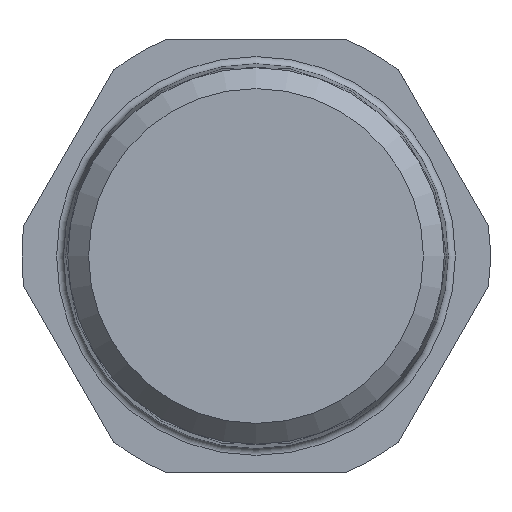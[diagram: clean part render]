
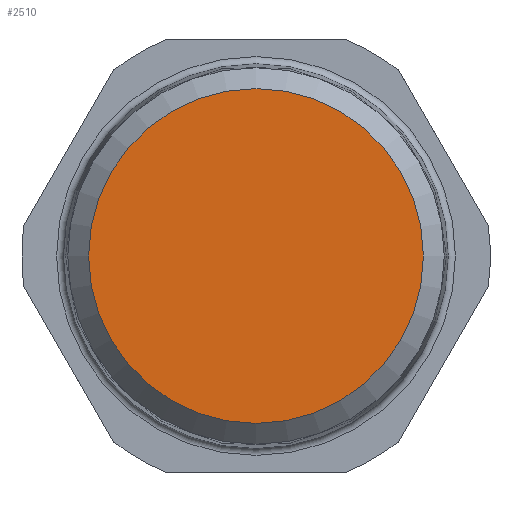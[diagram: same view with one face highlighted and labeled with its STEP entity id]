
A CAD part, left-side view. The second image highlights one B-rep face of the part: STEP entity #2510.
In plain terms, the highlighted planar face has unit normal (-1, 0, 0).
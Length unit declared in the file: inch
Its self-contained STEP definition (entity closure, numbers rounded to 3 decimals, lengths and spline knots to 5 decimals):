
#84=PLANE('',#2909);
#525=FACE_OUTER_BOUND('',#657,.T.);
#657=EDGE_LOOP('',(#2257,#2258));
#930=CIRCLE('',#2910,0.45715);
#931=CIRCLE('',#2911,0.45715);
#1197=VERTEX_POINT('',#4796);
#1198=VERTEX_POINT('',#4797);
#1560=EDGE_CURVE('',#1197,#1198,#930,.T.);
#1561=EDGE_CURVE('',#1198,#1197,#931,.T.);
#2257=ORIENTED_EDGE('',*,*,#1560,.F.);
#2258=ORIENTED_EDGE('',*,*,#1561,.F.);
#2510=ADVANCED_FACE('',(#525),#84,.T.);
#2909=AXIS2_PLACEMENT_3D('',#4795,#3731,#3732);
#2910=AXIS2_PLACEMENT_3D('',#4798,#3733,#3734);
#2911=AXIS2_PLACEMENT_3D('',#4799,#3735,#3736);
#3731=DIRECTION('center_axis',(-1.,0.,0.));
#3732=DIRECTION('ref_axis',(0.,0.,-1.));
#3733=DIRECTION('center_axis',(1.,0.,0.));
#3734=DIRECTION('ref_axis',(0.,0.,
1.));
#3735=DIRECTION('center_axis',(1.,0.,0.));
#3736=DIRECTION('ref_axis',(0.,0.,
1.));
#4795=CARTESIAN_POINT('Origin',(-1.38976,-0.45715,0.));
#4796=CARTESIAN_POINT('',(-1.38976,-0.45715,0.));
#4797=CARTESIAN_POINT('',(-1.38976,0.45715,0.));
#4798=CARTESIAN_POINT('Origin',(-1.38976,0.,
0.));
#4799=CARTESIAN_POINT('Origin',(-1.38976,0.,
0.));
